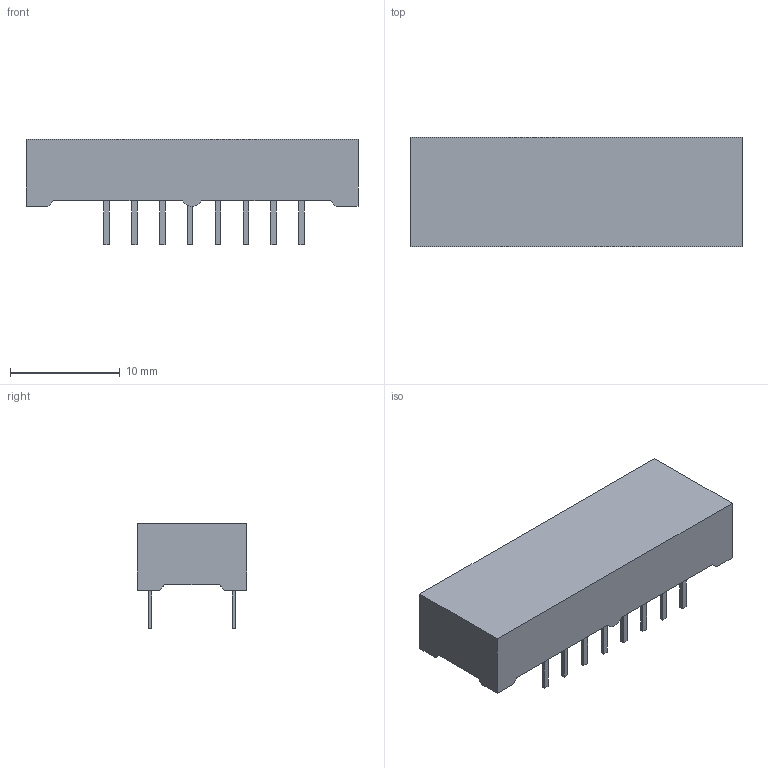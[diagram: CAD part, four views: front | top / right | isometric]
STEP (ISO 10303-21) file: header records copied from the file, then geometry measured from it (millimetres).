
FILE_DESCRIPTION(('FreeCAD Model'),'2;1');
FILE_NAME('Open CASCADE Shape Model','2023-10-27T01:48:31',('Author'),( ''),'Open CASCADE STEP processor 7.6','FreeCAD','Unknown');
FILE_SCHEMA(('AUTOMOTIVE_DESIGN { 1 0 10303 214 1 1 1 1 }'));
Length unit declared in the file: millimetre
Products named in the file (1): LTC-2623Jx
Bounding box: 30.26 x 10 x 9.6 mm (x, y, z)
Volume: 1716.4 mm3; surface area: 1166.7 mm2
Topology: 1 solids, 1 shells, 107 faces, 260 edges, 168 vertices
Faces by surface type: plane 103, cylinder 4
Entity records: 3084 total; most frequent: CARTESIAN_POINT 536, ORIENTED_EDGE 520, DIRECTION 492, EDGE_CURVE 260, LINE 244, VECTOR 244, VERTEX_POINT 168, AXIS2_PLACEMENT_3D 124
